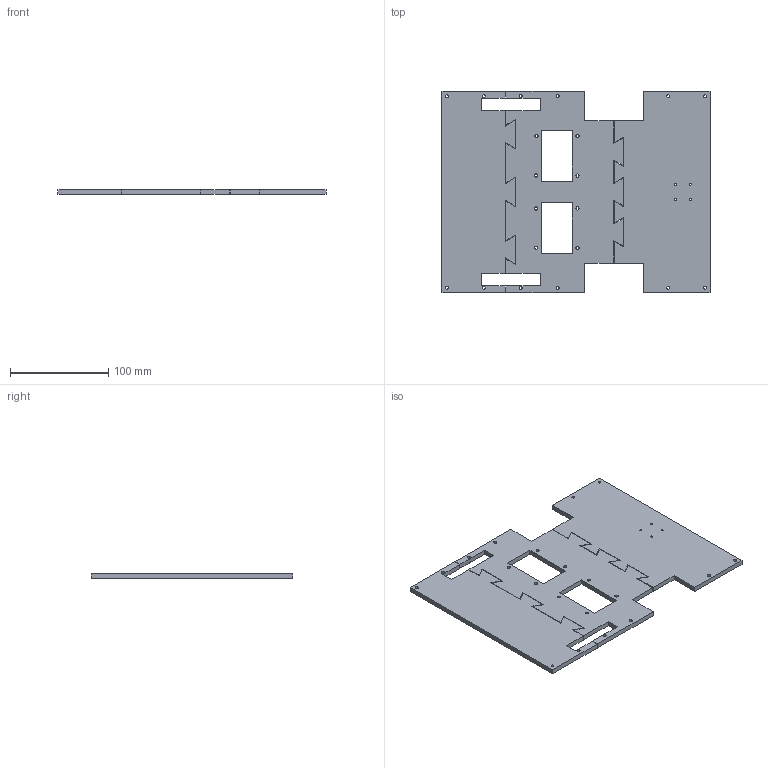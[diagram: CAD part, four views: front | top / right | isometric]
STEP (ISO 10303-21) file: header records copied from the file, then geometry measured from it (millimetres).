
FILE_DESCRIPTION(/* description */ (''),/* implementation_level */ '2;1');
FILE_NAME(/* name */ 'Electronics Mount.step',/* time_stamp */ '2025-08-08T09:19:04+10:00',/* author */ (''),/* organization */ (''),/* preprocessor_version */ 'ST-DEVELOPER v20.1',/* originating_system */ 'Autodesk Translation Framework v14.10.0.0',/* authorisation */ '');
FILE_SCHEMA (('AUTOMOTIVE_DESIGN { 1 0 10303 214 3 1 1 }'));
Length unit declared in the file: millimetre
Products named in the file (5): Part Studio 1; Part Studio 1_1; Part 3; Part 1; Part 2
Assembly tree (4 placements, depth 3):
  Part Studio 1
    Part Studio 1_1
      Part 3
      Part 1
      Part 2
Bounding box: 272.63 x 205 x 5 mm (x, y, z)
Volume: 235151.1 mm3; surface area: 108953.9 mm2
Topology: 3 solids, 3 shells, 122 faces, 348 edges, 232 vertices
Faces by surface type: plane 98, cylinder 24
Full cylindrical faces by diameter (mm): 2 x4, 3 x12, 3.2 x8
Entity records: 4188 total; most frequent: CARTESIAN_POINT 711, ORIENTED_EDGE 696, DIRECTION 658, EDGE_CURVE 348, LINE 300, VECTOR 300, VERTEX_POINT 232, AXIS2_PLACEMENT_3D 179
